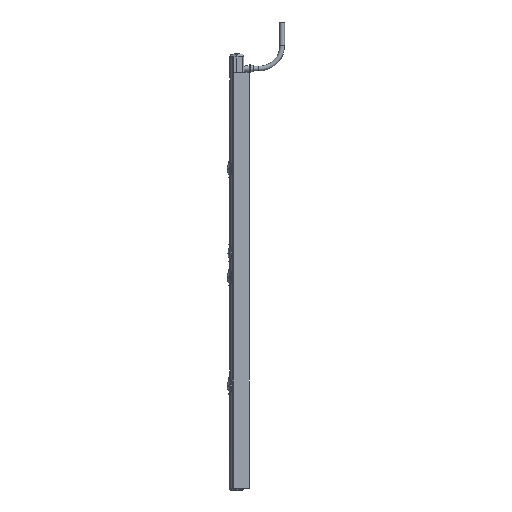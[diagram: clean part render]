
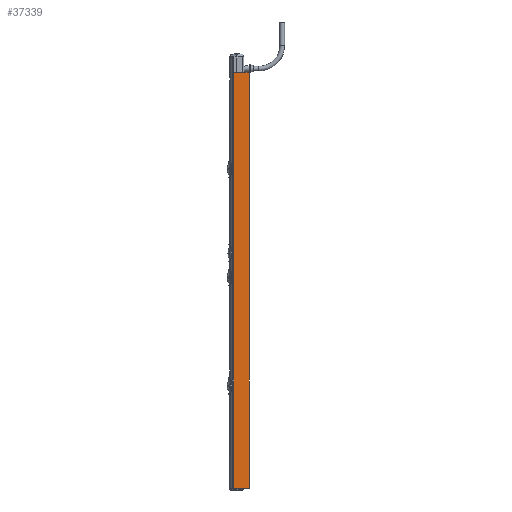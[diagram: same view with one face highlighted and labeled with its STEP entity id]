
A CAD part, left-side view. The second image highlights one B-rep face of the part: STEP entity #37339.
In plain terms, the highlighted planar face has unit normal (-1, 0, 0).
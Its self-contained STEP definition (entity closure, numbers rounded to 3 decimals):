
#11812=DIRECTION('',(0.,-1.,0.));
#11813=VECTOR('',#11812,13.223);
#11814=CARTESIAN_POINT('',(-6.,4.973,176.5));
#11815=LINE('',#11814,#11813);
#11880=DIRECTION('',(0.,0.,-1.));
#11881=VECTOR('',#11880,357.45);
#11882=CARTESIAN_POINT('',(-6.,4.973,176.5));
#11883=LINE('',#11882,#11881);
#11884=DIRECTION('',(0.,-1.,0.));
#11885=VECTOR('',#11884,13.223);
#11886=CARTESIAN_POINT('',(-6.,4.973,-180.95));
#11887=LINE('',#11886,#11885);
#11956=DIRECTION('',(0.,0.,1.));
#11957=VECTOR('',#11956,357.45);
#11958=CARTESIAN_POINT('',(-6.,-8.25,-180.95));
#11959=LINE('',#11958,#11957);
#19945=CARTESIAN_POINT('',(-6.,-8.25,-180.95));
#19946=CARTESIAN_POINT('',(-6.,-8.25,176.5));
#19947=VERTEX_POINT('',#19945);
#19948=VERTEX_POINT('',#19946);
#19985=CARTESIAN_POINT('',(-6.,4.973,-180.95));
#19986=VERTEX_POINT('',#19985);
#19989=CARTESIAN_POINT('',(-6.,4.973,176.5));
#19990=VERTEX_POINT('',#19989);
#37325=CARTESIAN_POINT('',(-6.,5.317,-180.95));
#37326=DIRECTION('',(-1.,0.,0.));
#37327=DIRECTION('',(0.,-1.,0.));
#37328=AXIS2_PLACEMENT_3D('',#37325,#37326,#37327);
#37329=PLANE('',#37328);
#37331=ORIENTED_EDGE('',*,*,#37330,.F.);
#37333=ORIENTED_EDGE('',*,*,#37332,.F.);
#37334=ORIENTED_EDGE('',*,*,#37209,.T.);
#37336=ORIENTED_EDGE('',*,*,#37335,.F.);
#37337=EDGE_LOOP('',(#37331,#37333,#37334,#37336));
#37338=FACE_OUTER_BOUND('',#37337,.F.);
#37339=ADVANCED_FACE('',(#37338),#37329,.T.);
#37209=EDGE_CURVE('',#19990,#19948,#11815,.T.);
#37330=EDGE_CURVE('',#19986,#19947,#11887,.T.);
#37332=EDGE_CURVE('',#19990,#19986,#11883,.T.);
#37335=EDGE_CURVE('',#19947,#19948,#11959,.T.);
